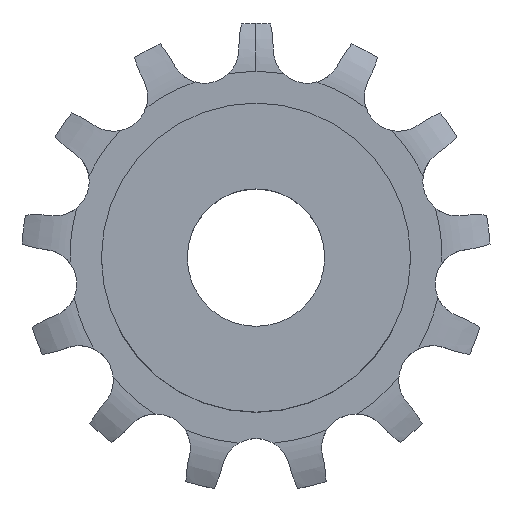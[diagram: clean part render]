
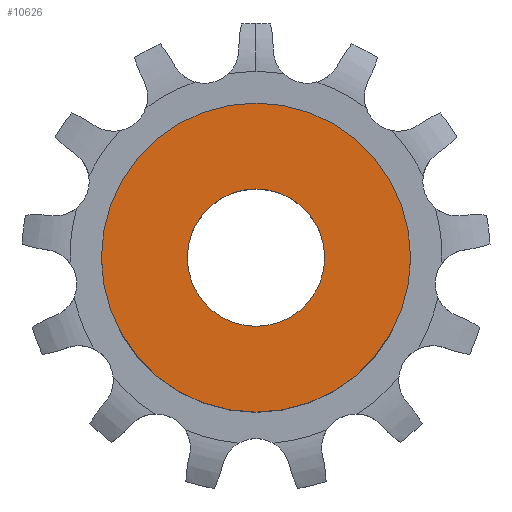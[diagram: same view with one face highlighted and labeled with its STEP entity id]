
A CAD part, top view. The second image highlights one B-rep face of the part: STEP entity #10626.
In plain terms, the highlighted planar face has unit normal (0, 0, 1).
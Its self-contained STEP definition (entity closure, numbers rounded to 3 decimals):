
#1626 = CYLINDRICAL_SURFACE('',#1627,4.);
#1627 = AXIS2_PLACEMENT_3D('',#1628,#1629,#1630);
#1628 = CARTESIAN_POINT('',(0.,0.,40.241));
#1629 = DIRECTION('',(0.,0.,1.));
#1630 = DIRECTION('',(1.,0.,-0.));
#2860 = CYLINDRICAL_SURFACE('',#2861,9.);
#2861 = AXIS2_PLACEMENT_3D('',#2862,#2863,#2864);
#2862 = CARTESIAN_POINT('',(0.,0.,0.));
#2863 = DIRECTION('',(-0.,-0.,-1.));
#2864 = DIRECTION('',(1.,0.,0.));
#8314 = EDGE_CURVE('',#8315,#8315,#8317,.T.);
#8315 = VERTEX_POINT('',#8316);
#8316 = CARTESIAN_POINT('',(4.,0.,8.7));
#8317 = SURFACE_CURVE('',#8318,(#8323,#8330),.PCURVE_S1.);
#8318 = CIRCLE('',#8319,4.);
#8319 = AXIS2_PLACEMENT_3D('',#8320,#8321,#8322);
#8320 = CARTESIAN_POINT('',(0.,0.,8.7));
#8321 = DIRECTION('',(0.,0.,1.));
#8322 = DIRECTION('',(1.,0.,-0.));
#8323 = PCURVE('',#1626,#8324);
#8324 = DEFINITIONAL_REPRESENTATION('',(#8325),#8329);
#8325 = LINE('',#8326,#8327);
#8326 = CARTESIAN_POINT('',(0.,-31.541));
#8327 = VECTOR('',#8328,1.);
#8328 = DIRECTION('',(1.,0.));
#8329 = ( GEOMETRIC_REPRESENTATION_CONTEXT(2) 
PARAMETRIC_REPRESENTATION_CONTEXT() REPRESENTATION_CONTEXT('2D SPACE',''
  ) );
#8330 = PCURVE('',#8331,#8336);
#8331 = PLANE('',#8332);
#8332 = AXIS2_PLACEMENT_3D('',#8333,#8334,#8335);
#8333 = CARTESIAN_POINT('',(0.,0.,8.7));
#8334 = DIRECTION('',(0.,0.,1.));
#8335 = DIRECTION('',(0.,-1.,0.));
#8336 = DEFINITIONAL_REPRESENTATION('',(#8337),#8341);
#8337 = CIRCLE('',#8338,4.);
#8338 = AXIS2_PLACEMENT_2D('',#8339,#8340);
#8339 = CARTESIAN_POINT('',(0.,0.));
#8340 = DIRECTION('',(0.,1.));
#8341 = ( GEOMETRIC_REPRESENTATION_CONTEXT(2) 
PARAMETRIC_REPRESENTATION_CONTEXT() REPRESENTATION_CONTEXT('2D SPACE',''
  ) );
#9841 = VERTEX_POINT('',#9842);
#9842 = CARTESIAN_POINT('',(9.,0.,8.7));
#9863 = EDGE_CURVE('',#9841,#9841,#9864,.T.);
#9864 = SURFACE_CURVE('',#9865,(#9870,#9877),.PCURVE_S1.);
#9865 = CIRCLE('',#9866,9.);
#9866 = AXIS2_PLACEMENT_3D('',#9867,#9868,#9869);
#9867 = CARTESIAN_POINT('',(0.,0.,8.7));
#9868 = DIRECTION('',(0.,0.,1.));
#9869 = DIRECTION('',(1.,0.,0.));
#9870 = PCURVE('',#2860,#9871);
#9871 = DEFINITIONAL_REPRESENTATION('',(#9872),#9876);
#9872 = LINE('',#9873,#9874);
#9873 = CARTESIAN_POINT('',(-0.,-8.7));
#9874 = VECTOR('',#9875,1.);
#9875 = DIRECTION('',(-1.,0.));
#9876 = ( GEOMETRIC_REPRESENTATION_CONTEXT(2) 
PARAMETRIC_REPRESENTATION_CONTEXT() REPRESENTATION_CONTEXT('2D SPACE',''
  ) );
#9877 = PCURVE('',#8331,#9878);
#9878 = DEFINITIONAL_REPRESENTATION('',(#9879),#9883);
#9879 = CIRCLE('',#9880,9.);
#9880 = AXIS2_PLACEMENT_2D('',#9881,#9882);
#9881 = CARTESIAN_POINT('',(0.,0.));
#9882 = DIRECTION('',(0.,1.));
#9883 = ( GEOMETRIC_REPRESENTATION_CONTEXT(2) 
PARAMETRIC_REPRESENTATION_CONTEXT() REPRESENTATION_CONTEXT('2D SPACE',''
  ) );
#10626 = ADVANCED_FACE('',(#10627,#10630),#8331,.T.);
#10627 = FACE_BOUND('',#10628,.T.);
#10628 = EDGE_LOOP('',(#10629));
#10629 = ORIENTED_EDGE('',*,*,#9863,.T.);
#10630 = FACE_BOUND('',#10631,.T.);
#10631 = EDGE_LOOP('',(#10632));
#10632 = ORIENTED_EDGE('',*,*,#8314,.F.);
